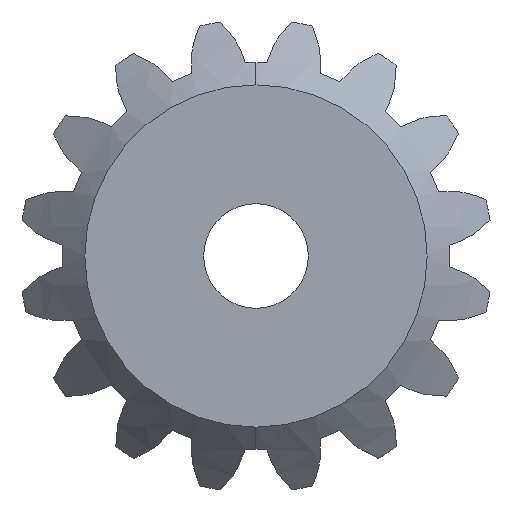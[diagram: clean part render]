
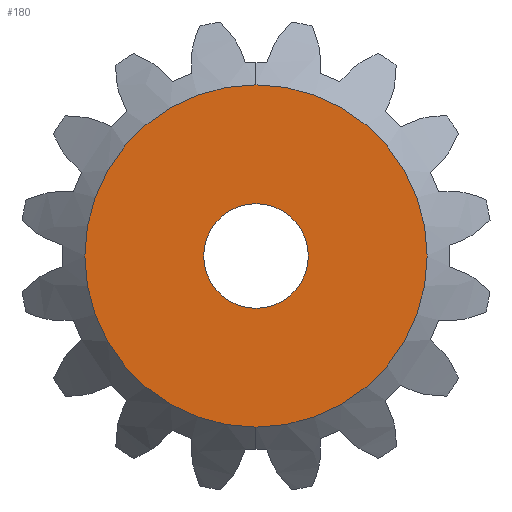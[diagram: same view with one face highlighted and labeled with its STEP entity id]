
A CAD part, front view. The second image highlights one B-rep face of the part: STEP entity #180.
In plain terms, the highlighted planar face has unit normal (0, -1, 0).
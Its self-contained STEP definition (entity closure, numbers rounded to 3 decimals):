
#180=ADVANCED_FACE('',(#389,#390),#391,.F.);
#389=FACE_BOUND('',#1486,.T.);
#390=FACE_OUTER_BOUND('',#1487,.T.);
#391=PLANE('',#1488);
#1486=EDGE_LOOP('',(#2327,#2328));
#1487=EDGE_LOOP('',(#2329,#2330));
#1488=AXIS2_PLACEMENT_3D('',#2331,#2332,#2333);
#2327=ORIENTED_EDGE('',*,*,#2888,.F.);
#2328=ORIENTED_EDGE('',*,*,#2889,.F.);
#2329=ORIENTED_EDGE('',*,*,#2890,.F.);
#2330=ORIENTED_EDGE('',*,*,#2891,.F.);
#2331=CARTESIAN_POINT('',(0.0,-8.08,0.0));
#2332=DIRECTION('',(0.0,1.0,0.0));
#2333=DIRECTION('',(0.0,0.0,1.0));
#2888=EDGE_CURVE('',#3295,#3296,#3297,.F.);
#2889=EDGE_CURVE('',#3296,#3295,#3298,.F.);
#2890=EDGE_CURVE('',#3299,#3300,#3301,.T.);
#2891=EDGE_CURVE('',#3300,#3299,#3302,.T.);
#3295=VERTEX_POINT('',#4103);
#3296=VERTEX_POINT('',#4104);
#3297=CIRCLE('',#4105,1.6);
#3298=CIRCLE('',#4106,1.6);
#3299=VERTEX_POINT('',#4107);
#3300=VERTEX_POINT('',#4108);
#3301=CIRCLE('',#4109,5.235);
#3302=CIRCLE('',#4110,5.235);
#4103=CARTESIAN_POINT('',(0.0,-8.08,1.6));
#4104=CARTESIAN_POINT('',(0.,-8.08,-1.6));
#4105=AXIS2_PLACEMENT_3D('',#4539,#4540,#4541);
#4106=AXIS2_PLACEMENT_3D('',#4542,#4543,#4544);
#4107=CARTESIAN_POINT('',(0.0,-8.08,5.235));
#4108=CARTESIAN_POINT('',(0.,-8.08,-5.235));
#4109=AXIS2_PLACEMENT_3D('',#4545,#4546,#4547);
#4110=AXIS2_PLACEMENT_3D('',#4548,#4549,#4550);
#4539=CARTESIAN_POINT('',(0.0,-8.08,0.0));
#4540=DIRECTION('',(0.0,1.0,0.0));
#4541=DIRECTION('',(0.0,0.0,1.0));
#4542=CARTESIAN_POINT('',(0.0,-8.08,0.0));
#4543=DIRECTION('',(0.0,1.0,0.0));
#4544=DIRECTION('',(0.0,0.0,1.0));
#4545=CARTESIAN_POINT('',(0.0,-8.08,0.0));
#4546=DIRECTION('',(0.0,1.0,0.0));
#4547=DIRECTION('',(0.0,0.0,1.0));
#4548=CARTESIAN_POINT('',(0.0,-8.08,0.0));
#4549=DIRECTION('',(0.0,1.0,0.0));
#4550=DIRECTION('',(0.0,0.0,1.0));
